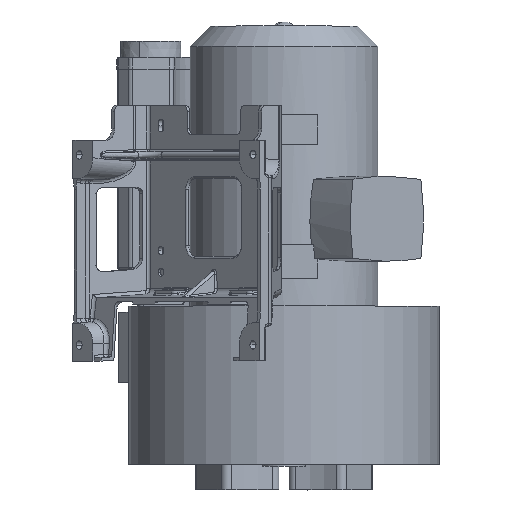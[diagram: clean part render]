
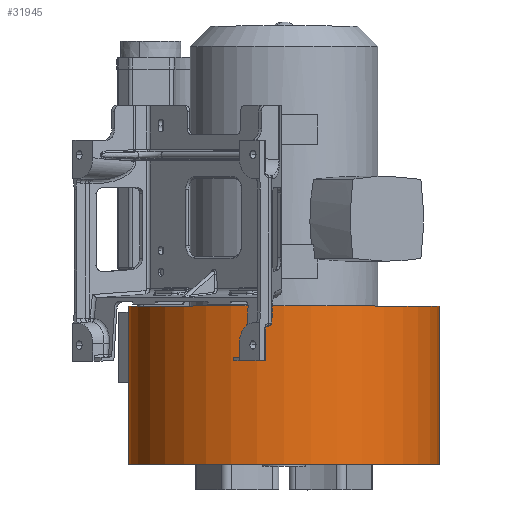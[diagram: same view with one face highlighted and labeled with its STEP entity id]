
A CAD part, top view. The second image highlights one B-rep face of the part: STEP entity #31945.
In plain terms, the highlighted cylindrical face has radius 265 mm (diameter 530 mm), a partial arc.
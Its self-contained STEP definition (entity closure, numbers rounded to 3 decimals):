
#2354=CARTESIAN_POINT('',(0.,200.,0.));
#2355=DIRECTION('',(0.,-1.,0.));
#2356=DIRECTION('',(1.,0.,0.));
#2357=AXIS2_PLACEMENT_3D('',#2354,#2355,#2356);
#2663=DIRECTION('',(0.,1.,0.));
#2664=VECTOR('',#2663,270.);
#2665=CARTESIAN_POINT('',(-265.,-70.,0.));
#2666=LINE('',#2665,#2664);
#6747=CARTESIAN_POINT('',(0.,-70.,0.));
#6748=DIRECTION('',(0.,-1.,0.));
#6749=DIRECTION('',(1.,0.,0.));
#6750=AXIS2_PLACEMENT_3D('',#6747,#6748,#6749);
#7157=DIRECTION('',(0.,1.,0.));
#7158=VECTOR('',#7157,270.);
#7159=CARTESIAN_POINT('',(265.,-70.,0.));
#7160=LINE('',#7159,#7158);
#14652=CARTESIAN_POINT('',(265.,-70.,0.));
#14653=CARTESIAN_POINT('',(-265.,-70.,0.));
#14654=VERTEX_POINT('',#14652);
#14655=VERTEX_POINT('',#14653);
#14688=CARTESIAN_POINT('',(265.,200.,0.));
#14689=CARTESIAN_POINT('',(-265.,200.,0.));
#14690=VERTEX_POINT('',#14688);
#14691=VERTEX_POINT('',#14689);
#31934=CARTESIAN_POINT('',(0.,-70.,0.));
#31935=DIRECTION('',(0.,-1.,0.));
#31936=DIRECTION('',(1.,0.,0.));
#31937=AXIS2_PLACEMENT_3D('',#31934,#31935,#31936);
#31938=CYLINDRICAL_SURFACE('',#31937,265.);
#31939=ORIENTED_EDGE('',*,*,#31167,.T.);
#31940=ORIENTED_EDGE('',*,*,#20476,.T.);
#31941=ORIENTED_EDGE('',*,*,#20218,.F.);
#31942=ORIENTED_EDGE('',*,*,#20446,.F.);
#31943=EDGE_LOOP('',(#31939,#31940,#31941,#31942));
#31944=FACE_OUTER_BOUND('',#31943,.F.);
#31945=ADVANCED_FACE('',(#31944),#31938,.T.);
#2358=CIRCLE('',#2357,265.);
#6751=CIRCLE('',#6750,265.);
#20218=EDGE_CURVE('',#14690,#14691,#2358,.T.);
#20446=EDGE_CURVE('',#14654,#14690,#7160,.T.);
#20476=EDGE_CURVE('',#14655,#14691,#2666,.T.);
#31167=EDGE_CURVE('',#14654,#14655,#6751,.T.);
